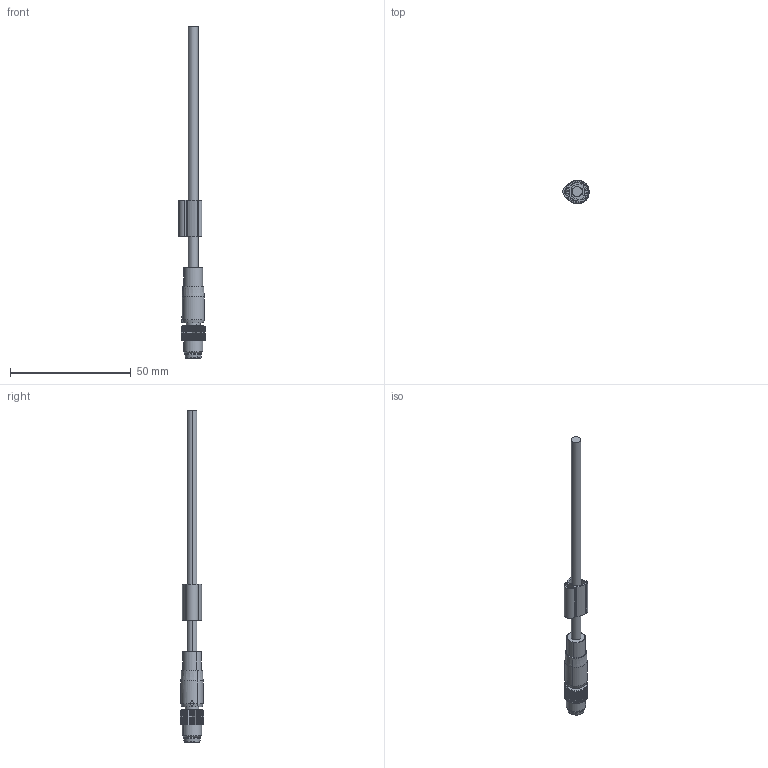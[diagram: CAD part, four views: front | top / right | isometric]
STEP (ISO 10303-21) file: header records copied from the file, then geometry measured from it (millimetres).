
FILE_DESCRIPTION(('CATIA V5 STEP Exchange','CAx-IF Rec.Pracs.--- Model Styling and Organization---1.4--- 2014-01-23'),'2;1');
FILE_NAME ('409685-2_1', '2020-03-19T13:09:05+00:00', ('none'), ('Weidmueller'), 'CATIA Version 5-6 Release 2016 SP3 HF44', 'CATIA V5 STEP AP214', 'none');
FILE_SCHEMA(('AUTOMOTIVE_DESIGN { 1 0 10303 214 1 1 1 1 }'));
Length unit declared in the file: millimetre
Products named in the file (1): 1824592000
Bounding box: 10.89 x 9.9 x 137.3 mm (x, y, z)
Volume: 3686.2 mm3; surface area: 4679.5 mm2
Topology: 7 solids, 7 shells, 560 faces, 1515 edges, 980 vertices
Faces by surface type: plane 235, cylinder 228, cone 65, torus 22, sphere 6, revolution 4
Entity records: 17321 total; most frequent: CARTESIAN_POINT 4594, ORIENTED_EDGE 3006, DIRECTION 1952, EDGE_CURVE 1503, VERTEX_POINT 980, AXIS2_PLACEMENT_3D 950, EDGE_LOOP 601, VECTOR 590
